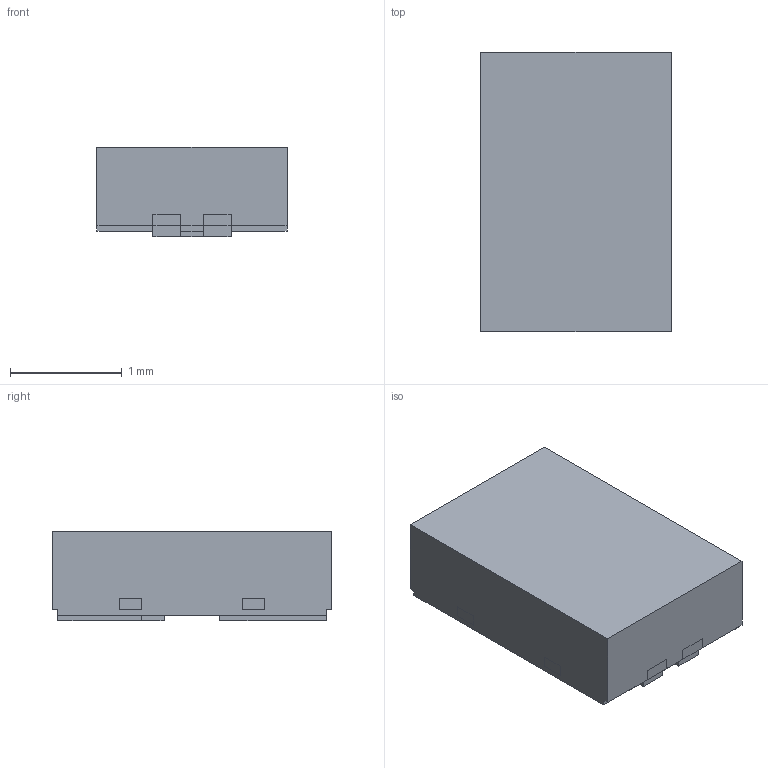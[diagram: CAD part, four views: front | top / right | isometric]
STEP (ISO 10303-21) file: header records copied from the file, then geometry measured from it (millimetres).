
FILE_DESCRIPTION((''),'2;1');
FILE_NAME('DQX0002B_ASM','2019-09-10T07:41:14',('a0412086'),(''),'CREO PARAMETRIC BY PTC INC, 2018020','CREO PARAMETRIC BY PTC INC, 2018020','');
FILE_SCHEMA(('AUTOMOTIVE_DESIGN { 1 0 10303 214 1 1 1 1 }'));
Length unit declared in the file: millimetre
Products named in the file (4): BODY-SON_AF0; FRAME-DQX0002B_AF0; PIN1-ID; DQX0002B_ASM
Assembly tree (3 placements, depth 2):
  DQX0002B_ASM
    BODY-SON_AF0
    FRAME-DQX0002B_AF0
    PIN1-ID
Bounding box: 1.7 x 2.5 x 0.8 mm (x, y, z)
Volume: 3.2 mm3; surface area: 22.3 mm2
Topology: 3 solids, 3 shells, 126 faces, 372 edges, 248 vertices
Faces by surface type: plane 126
Entity records: 5542 total; most frequent: CARTESIAN_POINT 760, ORIENTED_EDGE 744, DIRECTION 638, PRESENTATION_STYLE_ASSIGNMENT 383, STYLED_ITEM 375, VECTOR 372, LINE 372, CURVE_STYLE 372
